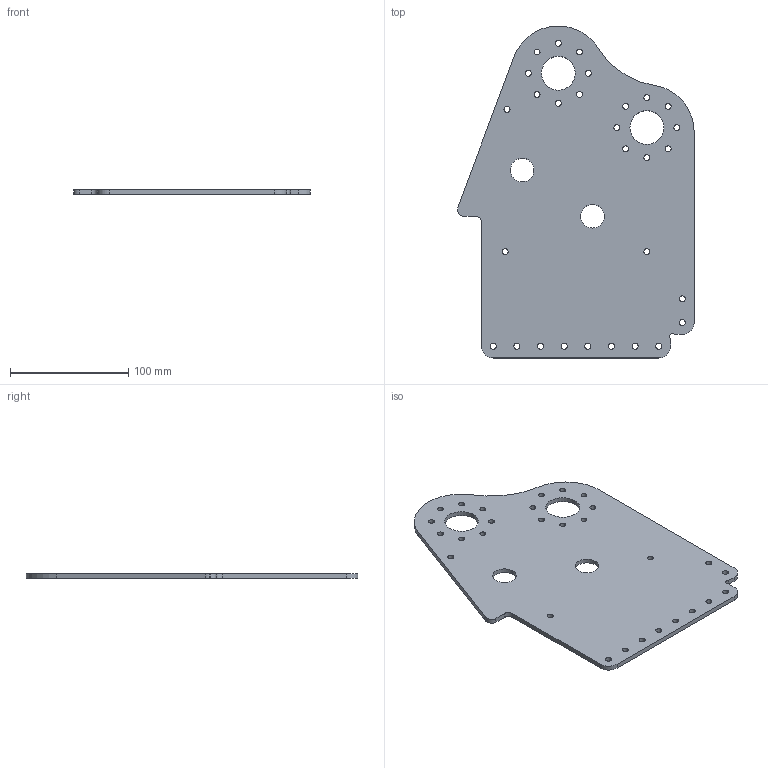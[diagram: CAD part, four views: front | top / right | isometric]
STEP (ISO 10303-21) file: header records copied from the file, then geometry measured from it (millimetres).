
FILE_DESCRIPTION (( 'STEP AP203' ), '1' );
FILE_NAME ('Other Protective Plate.STEP', '2024-02-08T08:03:21', ( '' ), ( '' ), 'SwSTEP 2.0', 'SolidWorks 2023', '' );
FILE_SCHEMA (( 'CONFIG_CONTROL_DESIGN' ));
Length unit declared in the file: millimetre
Products named in the file (1): Other Protective Plate
Bounding box: 200 x 281.03 x 4 mm (x, y, z)
Volume: 168950.7 mm3; surface area: 90906 mm2
Topology: 1 solids, 1 shells, 86 faces, 252 edges, 168 vertices
Faces by surface type: cylinder 76, plane 10
Entity records: 3157 total; most frequent: DIRECTION 578, CARTESIAN_POINT 507, ORIENTED_EDGE 504, EDGE_CURVE 252, AXIS2_PLACEMENT_3D 239, VERTEX_POINT 168, EDGE_LOOP 152, CIRCLE 152
